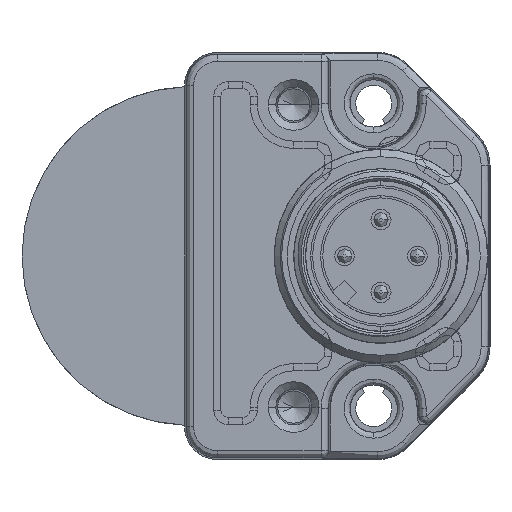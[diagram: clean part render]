
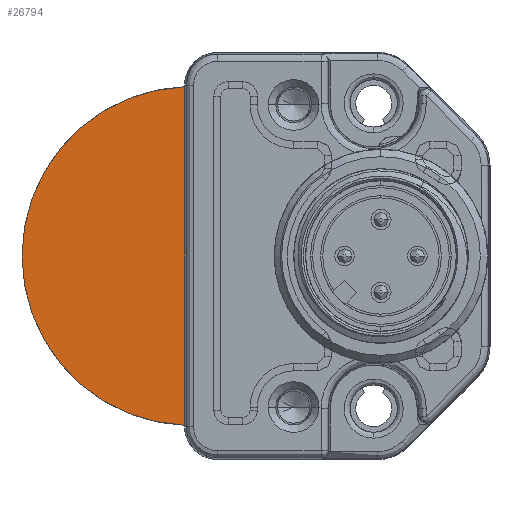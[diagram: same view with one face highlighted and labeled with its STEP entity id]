
A CAD part, left-side view. The second image highlights one B-rep face of the part: STEP entity #26794.
In plain terms, the highlighted planar face has unit normal (-1, 0, 0).
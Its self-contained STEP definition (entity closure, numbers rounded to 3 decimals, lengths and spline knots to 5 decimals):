
#1003=DIRECTION('',(0.,0.,1.));
#1004=VECTOR('',#1003,0.91659);
#1005=CARTESIAN_POINT('',(0.,0.82677,-0.4583));
#1006=LINE('',#1005,#1004);
#1007=CARTESIAN_POINT('',(0.,0.80846,0.));
#1008=DIRECTION('',(-1.,0.,0.));
#1009=DIRECTION('',(0.,0.04,0.999));
#1010=AXIS2_PLACEMENT_3D('',#1007,#1008,#1009);
#23640=CARTESIAN_POINT('',(0.,0.82677,-0.4583));
#23641=CARTESIAN_POINT('',(0.,0.82677,0.4583));
#23642=VERTEX_POINT('',#23640);
#23643=VERTEX_POINT('',#23641);
#26784=CARTESIAN_POINT('',(0.,0.74941,0.));
#26785=DIRECTION('',(-1.,0.,0.));
#26786=DIRECTION('',(0.,0.,1.));
#26787=AXIS2_PLACEMENT_3D('',#26784,#26785,#26786);
#26788=PLANE('',#26787);
#26790=ORIENTED_EDGE('',*,*,#26789,.F.);
#26791=ORIENTED_EDGE('',*,*,#26772,.F.);
#26792=EDGE_LOOP('',(#26790,#26791));
#26793=FACE_OUTER_BOUND('',#26792,.F.);
#26794=ADVANCED_FACE('',(#26793),#26788,.T.);
#1011=CIRCLE('',#1010,0.45866);
#26772=EDGE_CURVE('',#23643,#23642,#1011,.T.);
#26789=EDGE_CURVE('',#23642,#23643,#1006,.T.);
